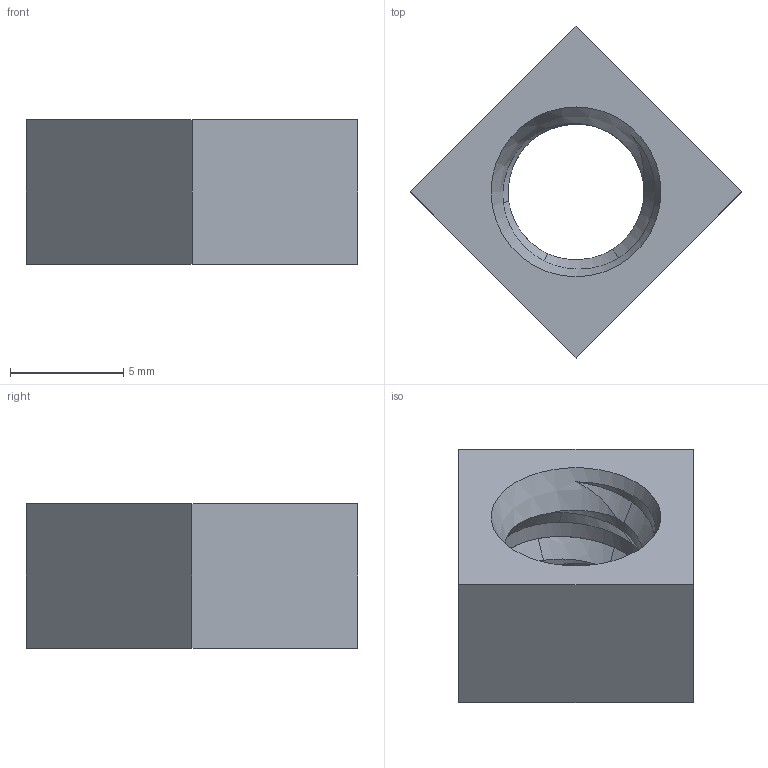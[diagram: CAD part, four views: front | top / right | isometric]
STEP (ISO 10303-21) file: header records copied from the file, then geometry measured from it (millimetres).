
FILE_DESCRIPTION(/* description */ (''),/* implementation_level */ '2;1');
FILE_NAME(/* name */ 'Tile Componetnt Peg Hole.step',/* time_stamp */ '2024-01-19T11:16:58Z',/* author */ (''),/* organization */ (''),/* preprocessor_version */ 'ST-DEVELOPER v20',/* originating_system */ 'Autodesk Translation Framework v12.14.0.127',/* authorisation */ '');
FILE_SCHEMA (('AUTOMOTIVE_DESIGN { 1 0 10303 214 3 1 1 }'));
Length unit declared in the file: millimetre
Products named in the file (1): Tile Components  (U)
Bounding box: 14.64 x 14.64 x 6.4 mm (x, y, z)
Volume: 457.5 mm3; surface area: 538.5 mm2
Topology: 1 solids, 1 shells, 67 faces, 139 edges, 74 vertices
Faces by surface type: bspline 56, plane 6, cylinder 3, cone 2
Full cylindrical faces by diameter (mm): 7 x1
Entity records: 2663 total; most frequent: CARTESIAN_POINT 1641, ORIENTED_EDGE 278, EDGE_CURVE 139, B_SPLINE_CURVE_WITH_KNOTS 119, VERTEX_POINT 74, EDGE_LOOP 69, FACE_OUTER_BOUND 67, ADVANCED_FACE 67
